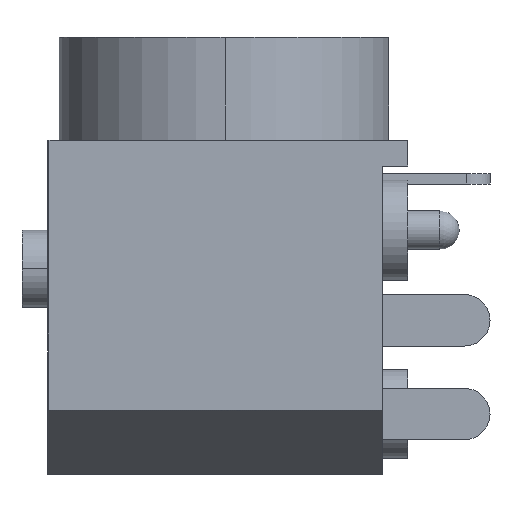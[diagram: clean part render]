
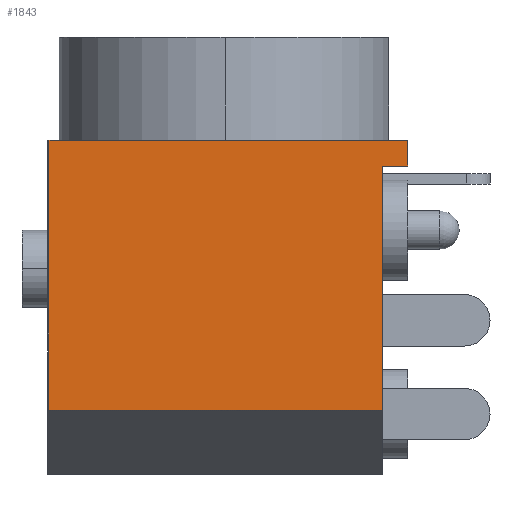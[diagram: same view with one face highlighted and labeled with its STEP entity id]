
A CAD part, left-side view. The second image highlights one B-rep face of the part: STEP entity #1843.
In plain terms, the highlighted planar face has unit normal (-1, 0, 0).
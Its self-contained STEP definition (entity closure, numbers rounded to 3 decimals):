
#109 = EDGE_CURVE ( 'NONE', #995, #1573, #2285, .T. ) ;
#132 = LINE ( 'NONE', #2243, #1838 ) ;
#135 = LINE ( 'NONE', #803, #1495 ) ;
#201 = ORIENTED_EDGE ( 'NONE', *, *, #354, .T. ) ;
#226 = CARTESIAN_POINT ( 'NONE',  ( 0., 13.95, 0. ) ) ;
#354 = EDGE_CURVE ( 'NONE', #995, #753, #3106, .T. ) ;
#683 = VECTOR ( 'NONE', #2990, 1000. ) ;
#753 = VERTEX_POINT ( 'NONE', #4241 ) ;
#803 = CARTESIAN_POINT ( 'NONE',  ( 0., 1., -13. ) ) ;
#815 = DIRECTION ( 'NONE',  ( 0., 1., 0. ) ) ;
#819 = EDGE_CURVE ( 'NONE', #4352, #753, #3603, .T. ) ;
#904 = VECTOR ( 'NONE', #4026, 1000. ) ;
#995 = VERTEX_POINT ( 'NONE', #2347 ) ;
#1264 = AXIS2_PLACEMENT_3D ( 'NONE', #1482, #2615, #2191 ) ;
#1374 = FACE_OUTER_BOUND ( 'NONE', #1907, .T. ) ;
#1448 = EDGE_CURVE ( 'NONE', #3161, #3224, #132, .T. ) ;
#1482 = CARTESIAN_POINT ( 'NONE',  ( 0., 0., -13. ) ) ;
#1495 = VECTOR ( 'NONE', #1511, 1000. ) ;
#1511 = DIRECTION ( 'NONE',  ( 0., 0., -1. ) ) ;
#1573 = VERTEX_POINT ( 'NONE', #2925 ) ;
#1674 = ORIENTED_EDGE ( 'NONE', *, *, #109, .F. ) ;
#1832 = CARTESIAN_POINT ( 'NONE',  ( 0., 0., 0. ) ) ;
#1838 = VECTOR ( 'NONE', #815, 1000. ) ;
#1843 = ADVANCED_FACE ( 'NONE', ( #1374 ), #3554, .T. ) ;
#1907 = EDGE_LOOP ( 'NONE', ( #3027, #4128, #1674, #201, #4195, #3525 ) ) ;
#2191 = DIRECTION ( 'NONE',  ( 0., 0., 1. ) ) ;
#2237 = EDGE_CURVE ( 'NONE', #3224, #4352, #3287, .T. ) ;
#2243 = CARTESIAN_POINT ( 'NONE',  ( 0., 0., -10.5 ) ) ;
#2285 = LINE ( 'NONE', #3662, #683 ) ;
#2347 = CARTESIAN_POINT ( 'NONE',  ( 0., 0., -1. ) ) ;
#2615 = DIRECTION ( 'NONE',  ( -1., 0., 0. ) ) ;
#2925 = CARTESIAN_POINT ( 'NONE',  ( 0., 1., -1. ) ) ;
#2945 = CARTESIAN_POINT ( 'NONE',  ( 0., 13.95, -13. ) ) ;
#2946 = CARTESIAN_POINT ( 'NONE',  ( 0., 1., -10.5 ) ) ;
#2990 = DIRECTION ( 'NONE',  ( 0., 1., 0. ) ) ;
#3011 = VECTOR ( 'NONE', #3428, 1000. ) ;
#3027 = ORIENTED_EDGE ( 'NONE', *, *, #1448, .F. ) ;
#3106 = LINE ( 'NONE', #3738, #3011 ) ;
#3161 = VERTEX_POINT ( 'NONE', #2946 ) ;
#3224 = VERTEX_POINT ( 'NONE', #4459 ) ;
#3287 = LINE ( 'NONE', #2945, #904 ) ;
#3428 = DIRECTION ( 'NONE',  ( 0., 0., 1. ) ) ;
#3525 = ORIENTED_EDGE ( 'NONE', *, *, #2237, .F. ) ;
#3554 = PLANE ( 'NONE',  #1264 ) ;
#3603 = LINE ( 'NONE', #1832, #3989 ) ;
#3662 = CARTESIAN_POINT ( 'NONE',  ( 0., 0., -1. ) ) ;
#3738 = CARTESIAN_POINT ( 'NONE',  ( 0., 0., -13. ) ) ;
#3880 = EDGE_CURVE ( 'NONE', #1573, #3161, #135, .T. ) ;
#3989 = VECTOR ( 'NONE', #4373, 1000. ) ;
#4026 = DIRECTION ( 'NONE',  ( 0., 0., 1. ) ) ;
#4128 = ORIENTED_EDGE ( 'NONE', *, *, #3880, .F. ) ;
#4195 = ORIENTED_EDGE ( 'NONE', *, *, #819, .F. ) ;
#4241 = CARTESIAN_POINT ( 'NONE',  ( 0., 0., 0. ) ) ;
#4352 = VERTEX_POINT ( 'NONE', #226 ) ;
#4373 = DIRECTION ( 'NONE',  ( 0., -1., 0. ) ) ;
#4459 = CARTESIAN_POINT ( 'NONE',  ( 0., 13.95, -10.5 ) ) ;
